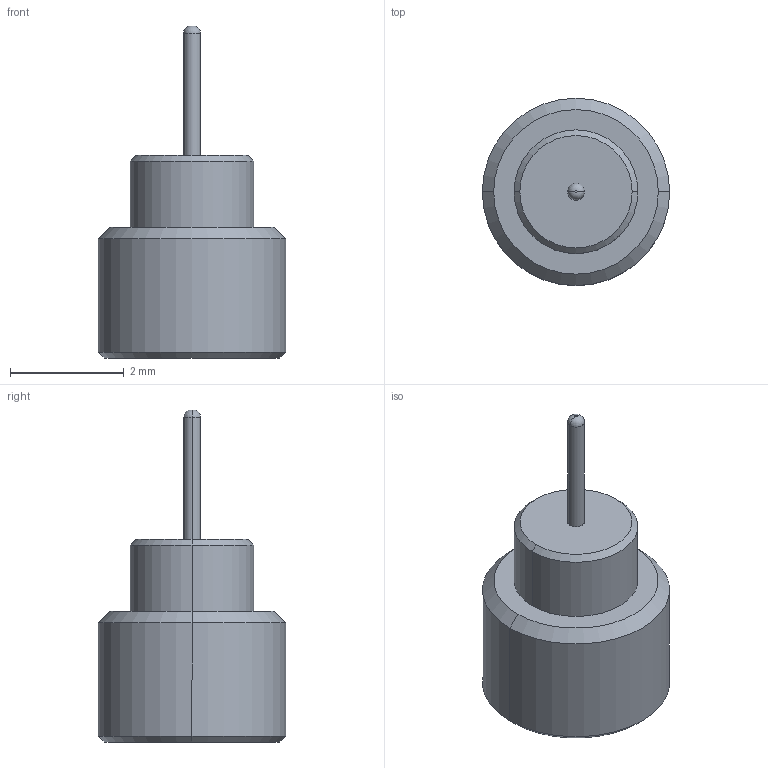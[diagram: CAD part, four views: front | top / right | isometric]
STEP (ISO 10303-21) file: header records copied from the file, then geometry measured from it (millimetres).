
FILE_DESCRIPTION (( 'STEP AP203' ), '1' );
FILE_NAME ('R201.645.710A.STEP', '2016-03-03T14:05:16', ( '' ), ( '' ), 'SwSTEP 2.0', 'SolidWorks 2014', '' );
FILE_SCHEMA (( 'CONFIG_CONTROL_DESIGN' ));
Length unit declared in the file: metre
Products named in the file (1): R201.645.710A
Bounding box: 3.3 x 3.3 x 5.85 mm (x, y, z)
Volume: 14.4 mm3; surface area: 64.7 mm2
Topology: 1 solids, 1 shells, 35 faces, 68 edges, 40 vertices
Faces by surface type: cylinder 14, cone 8, plane 7, torus 6
Entity records: 977 total; most frequent: DIRECTION 186, CARTESIAN_POINT 144, ORIENTED_EDGE 136, AXIS2_PLACEMENT_3D 82, EDGE_CURVE 68, CIRCLE 46, VERTEX_POINT 40, EDGE_LOOP 40
